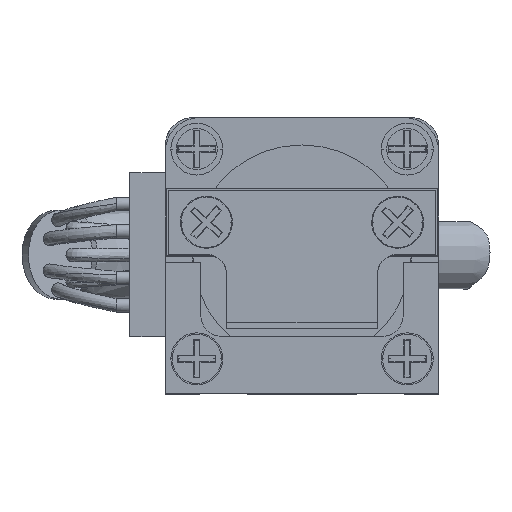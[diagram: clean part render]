
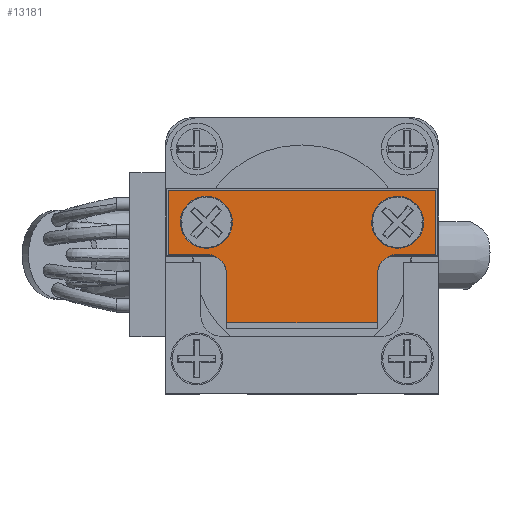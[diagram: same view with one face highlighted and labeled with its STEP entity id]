
A CAD part, top view. The second image highlights one B-rep face of the part: STEP entity #13181.
In plain terms, the highlighted planar face has unit normal (0, 0, 1).
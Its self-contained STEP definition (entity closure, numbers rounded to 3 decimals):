
#19 = DIRECTION ( 'NONE',  ( 1., 0., 0. ) ) ;
#307 = CARTESIAN_POINT ( 'NONE',  ( -5.5, -1.55, 25.88 ) ) ;
#309 = CARTESIAN_POINT ( 'NONE',  ( -5.5, -0.05, 25.88 ) ) ;
#366 = CARTESIAN_POINT ( 'NONE',  ( -7., -0.05, 25.88 ) ) ;
#426 = CARTESIAN_POINT ( 'NONE',  ( 9.8, -0.05, 25.88 ) ) ;
#554 = DIRECTION ( 'NONE',  ( 0., -1., 0. ) ) ;
#625 = CARTESIAN_POINT ( 'NONE',  ( 8.85, 2.3, 25.88 ) ) ;
#1162 = DIRECTION ( 'NONE',  ( 1., 0., 0. ) ) ;
#1685 = EDGE_CURVE ( 'NONE', #36485, #35797, #34139, .T. ) ;
#2331 = VERTEX_POINT ( 'NONE', #625 ) ;
#2405 = VERTEX_POINT ( 'NONE', #8500 ) ;
#2636 = CARTESIAN_POINT ( 'NONE',  ( -5.15, 2.3, 25.88 ) ) ;
#3725 = EDGE_LOOP ( 'NONE', ( #39982, #26672 ) ) ;
#4630 = VECTOR ( 'NONE', #19, 1000. ) ;
#6211 = FACE_OUTER_BOUND ( 'NONE', #43058, .T. ) ;
#6794 = CARTESIAN_POINT ( 'NONE',  ( -8.85, 2.3, 25.88 ) ) ;
#6951 = EDGE_CURVE ( 'NONE', #35797, #38617, #44750, .T. ) ;
#8063 = CARTESIAN_POINT ( 'NONE',  ( -9.8, -0.05, 25.88 ) ) ;
#8500 = CARTESIAN_POINT ( 'NONE',  ( 7., -0.05, 25.88 ) ) ;
#9099 = CARTESIAN_POINT ( 'NONE',  ( 0., 0., 25.88 ) ) ;
#9568 = DIRECTION ( 'NONE',  ( 1., 0., 0. ) ) ;
#9791 = ORIENTED_EDGE ( 'NONE', *, *, #10461, .T. ) ;
#10295 = CARTESIAN_POINT ( 'NONE',  ( -9.8, 4.65, 25.88 ) ) ;
#10461 = EDGE_CURVE ( 'NONE', #30797, #36485, #19195, .T. ) ;
#10615 = DIRECTION ( 'NONE',  ( 0., 0., 1. ) ) ;
#10643 = VERTEX_POINT ( 'NONE', #41248 ) ;
#10706 = EDGE_CURVE ( 'NONE', #2331, #40241, #41013, .T. ) ;
#10763 = CIRCLE ( 'NONE', #18303, 1.85 ) ;
#10995 = EDGE_CURVE ( 'NONE', #24992, #23963, #10763, .T. ) ;
#12136 = VECTOR ( 'NONE', #14308, 1000. ) ;
#13113 = FACE_BOUND ( 'NONE', #38314, .T. ) ;
#13181 = ADVANCED_FACE ( 'NONE', ( #38720, #13113, #6211 ), #24477, .T. ) ;
#13186 = CARTESIAN_POINT ( 'NONE',  ( 5.5, -5.05, 25.88 ) ) ;
#13225 = ORIENTED_EDGE ( 'NONE', *, *, #21157, .T. ) ;
#13231 = CARTESIAN_POINT ( 'NONE',  ( 9.8, 4.65, 25.88 ) ) ;
#13642 = LINE ( 'NONE', #13186, #26837 ) ;
#13858 = EDGE_CURVE ( 'NONE', #35185, #2405, #14037, .T. ) ;
#14037 = CIRCLE ( 'NONE', #40560, 1.5 ) ;
#14308 = DIRECTION ( 'NONE',  ( 0., -1., 0. ) ) ;
#14695 = DIRECTION ( 'NONE',  ( 0., 0., 1. ) ) ;
#14921 = CARTESIAN_POINT ( 'NONE',  ( 7., -1.55, 25.88 ) ) ;
#15915 = ORIENTED_EDGE ( 'NONE', *, *, #6951, .T. ) ;
#15950 = ORIENTED_EDGE ( 'NONE', *, *, #1685, .T. ) ;
#16208 = DIRECTION ( 'NONE',  ( 0., 0., 1. ) ) ;
#17229 = EDGE_CURVE ( 'NONE', #20839, #10643, #45776, .T. ) ;
#17595 = CARTESIAN_POINT ( 'NONE',  ( -5.5, -5.05, 25.88 ) ) ;
#17685 = VECTOR ( 'NONE', #38608, 1000. ) ;
#18303 = AXIS2_PLACEMENT_3D ( 'NONE', #39019, #43044, #31425 ) ;
#18484 = DIRECTION ( 'NONE',  ( 1., 0., 0. ) ) ;
#18587 = EDGE_CURVE ( 'NONE', #41303, #35185, #13642, .T. ) ;
#18677 = AXIS2_PLACEMENT_3D ( 'NONE', #23974, #31551, #45868 ) ;
#18757 = ORIENTED_EDGE ( 'NONE', *, *, #20239, .F. ) ;
#18967 = DIRECTION ( 'NONE',  ( 0., 0., -1. ) ) ;
#19042 = ORIENTED_EDGE ( 'NONE', *, *, #23705, .T. ) ;
#19195 = LINE ( 'NONE', #8063, #37203 ) ;
#20239 = EDGE_CURVE ( 'NONE', #40241, #2331, #33056, .T. ) ;
#20505 = CARTESIAN_POINT ( 'NONE',  ( 5.5, -5.05, 25.88 ) ) ;
#20839 = VERTEX_POINT ( 'NONE', #23290 ) ;
#20937 = CARTESIAN_POINT ( 'NONE',  ( 5.5, -1.55, 25.88 ) ) ;
#20960 = CARTESIAN_POINT ( 'NONE',  ( 5.5, -0.05, 25.88 ) ) ;
#21157 = EDGE_CURVE ( 'NONE', #38617, #41303, #39280, .T. ) ;
#21599 = ORIENTED_EDGE ( 'NONE', *, *, #17229, .T. ) ;
#22236 = VERTEX_POINT ( 'NONE', #35481 ) ;
#22871 = AXIS2_PLACEMENT_3D ( 'NONE', #46017, #10615, #39073 ) ;
#23290 = CARTESIAN_POINT ( 'NONE',  ( 9.8, 4.65, 25.88 ) ) ;
#23705 = EDGE_CURVE ( 'NONE', #2405, #22236, #28541, .T. ) ;
#23963 = VERTEX_POINT ( 'NONE', #2636 ) ;
#23974 = CARTESIAN_POINT ( 'NONE',  ( 7., 2.3, 25.88 ) ) ;
#24346 = CARTESIAN_POINT ( 'NONE',  ( -5.5, -5.05, 25.88 ) ) ;
#24477 = PLANE ( 'NONE',  #36650 ) ;
#24992 = VERTEX_POINT ( 'NONE', #6794 ) ;
#25613 = DIRECTION ( 'NONE',  ( 0., 1., 0. ) ) ;
#26672 = ORIENTED_EDGE ( 'NONE', *, *, #10995, .F. ) ;
#26837 = VECTOR ( 'NONE', #28325, 1000. ) ;
#27536 = ORIENTED_EDGE ( 'NONE', *, *, #34030, .T. ) ;
#27700 = CARTESIAN_POINT ( 'NONE',  ( -9.8, -0.05, 25.88 ) ) ;
#28325 = DIRECTION ( 'NONE',  ( 0., 1., 0. ) ) ;
#28541 = LINE ( 'NONE', #20960, #4630 ) ;
#29381 = DIRECTION ( 'NONE',  ( 1., 0., 0. ) ) ;
#29648 = CARTESIAN_POINT ( 'NONE',  ( -7., 2.3, 25.88 ) ) ;
#30357 = ORIENTED_EDGE ( 'NONE', *, *, #36171, .T. ) ;
#30797 = VERTEX_POINT ( 'NONE', #27700 ) ;
#30934 = CARTESIAN_POINT ( 'NONE',  ( 5.15, 2.3, 25.88 ) ) ;
#31232 = CIRCLE ( 'NONE', #39572, 1.85 ) ;
#31425 = DIRECTION ( 'NONE',  ( 1., 0., 0. ) ) ;
#31551 = DIRECTION ( 'NONE',  ( 0., 0., 1. ) ) ;
#31763 = ORIENTED_EDGE ( 'NONE', *, *, #18587, .T. ) ;
#33056 = CIRCLE ( 'NONE', #18677, 1.85 ) ;
#33492 = ORIENTED_EDGE ( 'NONE', *, *, #13858, .T. ) ;
#33946 = CARTESIAN_POINT ( 'NONE',  ( -7., -1.55, 25.88 ) ) ;
#34030 = EDGE_CURVE ( 'NONE', #10643, #30797, #46645, .T. ) ;
#34139 = CIRCLE ( 'NONE', #40222, 1.5 ) ;
#35185 = VERTEX_POINT ( 'NONE', #20937 ) ;
#35481 = CARTESIAN_POINT ( 'NONE',  ( 9.8, -0.05, 25.88 ) ) ;
#35797 = VERTEX_POINT ( 'NONE', #307 ) ;
#36171 = EDGE_CURVE ( 'NONE', #22236, #20839, #39615, .T. ) ;
#36184 = EDGE_CURVE ( 'NONE', #23963, #24992, #31232, .T. ) ;
#36289 = VECTOR ( 'NONE', #554, 1000. ) ;
#36485 = VERTEX_POINT ( 'NONE', #366 ) ;
#36650 = AXIS2_PLACEMENT_3D ( 'NONE', #9099, #16208, #9568 ) ;
#37203 = VECTOR ( 'NONE', #18484, 1000. ) ;
#37740 = DIRECTION ( 'NONE',  ( 0., 0., -1. ) ) ;
#38314 = EDGE_LOOP ( 'NONE', ( #42757, #18757 ) ) ;
#38608 = DIRECTION ( 'NONE',  ( -1., 0., 0. ) ) ;
#38617 = VERTEX_POINT ( 'NONE', #17595 ) ;
#38720 = FACE_BOUND ( 'NONE', #3725, .T. ) ;
#39019 = CARTESIAN_POINT ( 'NONE',  ( -7., 2.3, 25.88 ) ) ;
#39042 = DIRECTION ( 'NONE',  ( 1., 0., 0. ) ) ;
#39073 = DIRECTION ( 'NONE',  ( 1., 0., 0. ) ) ;
#39280 = LINE ( 'NONE', #24346, #45339 ) ;
#39572 = AXIS2_PLACEMENT_3D ( 'NONE', #29648, #14695, #1162 ) ;
#39615 = LINE ( 'NONE', #426, #41834 ) ;
#39982 = ORIENTED_EDGE ( 'NONE', *, *, #36184, .F. ) ;
#40222 = AXIS2_PLACEMENT_3D ( 'NONE', #33946, #37740, #41325 ) ;
#40241 = VERTEX_POINT ( 'NONE', #30934 ) ;
#40560 = AXIS2_PLACEMENT_3D ( 'NONE', #14921, #18967, #29381 ) ;
#41013 = CIRCLE ( 'NONE', #22871, 1.85 ) ;
#41248 = CARTESIAN_POINT ( 'NONE',  ( -9.8, 4.65, 25.88 ) ) ;
#41303 = VERTEX_POINT ( 'NONE', #20505 ) ;
#41325 = DIRECTION ( 'NONE',  ( 1., 0., 0. ) ) ;
#41834 = VECTOR ( 'NONE', #25613, 1000. ) ;
#42757 = ORIENTED_EDGE ( 'NONE', *, *, #10706, .F. ) ;
#43044 = DIRECTION ( 'NONE',  ( 0., 0., 1. ) ) ;
#43058 = EDGE_LOOP ( 'NONE', ( #21599, #27536, #9791, #15950, #15915, #13225, #31763, #33492, #19042, #30357 ) ) ;
#44750 = LINE ( 'NONE', #309, #36289 ) ;
#45339 = VECTOR ( 'NONE', #39042, 1000. ) ;
#45776 = LINE ( 'NONE', #13231, #17685 ) ;
#45868 = DIRECTION ( 'NONE',  ( 1., 0., 0. ) ) ;
#46017 = CARTESIAN_POINT ( 'NONE',  ( 7., 2.3, 25.88 ) ) ;
#46645 = LINE ( 'NONE', #10295, #12136 ) ;
